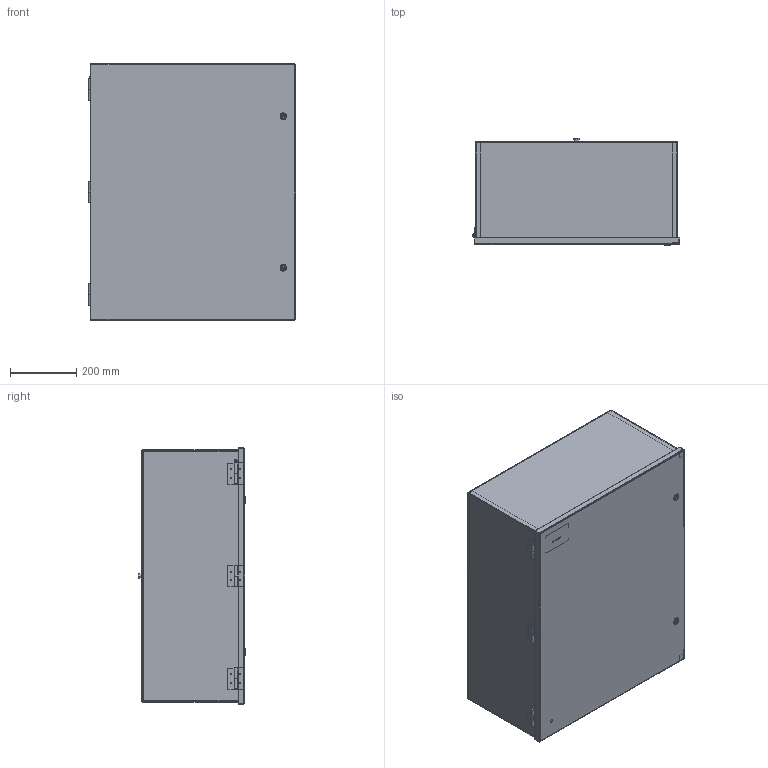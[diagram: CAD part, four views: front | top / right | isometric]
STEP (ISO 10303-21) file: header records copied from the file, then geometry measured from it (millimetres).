
FILE_DESCRIPTION(/* description */ ('Unknown'),/* implementation_level */ '2;1');
FILE_NAME(/* name */ 'N1A302412',/* time_stamp */ '2017-04-06T13:41:59-04:00',/* author */ ('Unknown'),/* organization */ ('Unknown'),/* preprocessor_version */ 'ST-DEVELOPER v16.7',/* originating_system */ 'DEX',/* authorisation */ $);
FILE_SCHEMA (('AUTOMOTIVE_DESIGN {1 0 10303 214 3 1 1}'));
Length unit declared in the file: inch
Products named in the file (24): N1A302412; AKT95002; WAF25059; NTS166105; HNG10680-FM; KIT95018; LAB30005; COM43482; HNG10680; STD21878; COM48708; COM43499; COM48692; COM48676; GSK10080; std26094; SCS19491; QLB20223; LOC130655; COM43465; KIT90256; NTS165305; NTS16535
Assembly tree (42 placements, depth 3):
  N1A302412
    AKT95002  x4
      WAF25059
      NTS166105
    HNG10680-FM  x3
    KIT95018
      WAF25059
      NTS166105
      LAB30005
    COM43482
      HNG10680  x3
      STD21878
      COM43482
    COM48708
    COM43499  x2
    COM48692
    COM48676
    GSK10080  x2
    std26094  x6
    SCS19491
    STD21878
    QLB20223
    LOC130655  x2
    COM43465
    KIT90256
      LAB30005
      NTS165305
      NTS16535
Bounding box: 624.19 x 322.96 x 771.75 mm (x, y, z)
Volume: 4218589.4 mm3; surface area: 4630621.8 mm2
Topology: 39 solids, 39 shells, 747 faces, 1779 edges, 1162 vertices
Faces by surface type: plane 512, cylinder 168, cone 24, bspline 23, torus 20
Full cylindrical faces by diameter (mm): 3.251 x12, 3.556 x12, 4.318 x1, 4.762 x3, 4.826 x1, 4.976 x1, 6.35 x3, 7.805 x5, 7.938 x2, 8.382 x6, 9.525 x7, 11.112 x2, 11.303 x5, 12.7 x6, 13.106 x2, 13.589 x2, 16.51 x6, 20.015 x2, 25.4 x5
Entity records: 15526 total; most frequent: CARTESIAN_POINT 4054, DIRECTION 2189, ORIENTED_EDGE 2178, EDGE_CURVE 1089, AXIS2_PLACEMENT_3D 748, VERTEX_POINT 731, LINE 693, VECTOR 693
